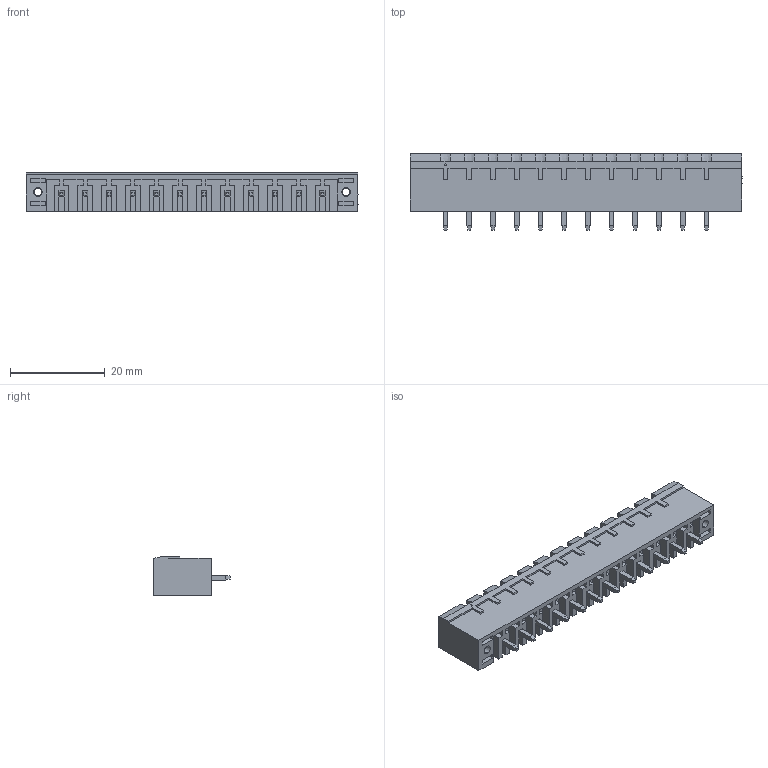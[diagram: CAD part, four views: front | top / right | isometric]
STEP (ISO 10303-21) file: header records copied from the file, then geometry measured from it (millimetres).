
FILE_DESCRIPTION (( 'STEP AP214' ), '1' );
FILE_NAME ('2EDGVM-5.0-12P-14-00AH.STEP', '2021-03-07T19:44:16', ( '' ), ( '' ), 'SwSTEP 2.0', 'SolidWorks 2020', '' );
FILE_SCHEMA (( 'AUTOMOTIVE_DESIGN' ));
Length unit declared in the file: millimetre
Products named in the file (1): 2EDGVM-5.0-12P-14-00AH
Bounding box: 70 x 16.1 x 8.2 mm (x, y, z)
Volume: 3225.2 mm3; surface area: 5984 mm2
Topology: 1 solids, 1 shells, 1130 faces, 3037 edges, 1966 vertices
Faces by surface type: plane 933, bspline 109, cylinder 48, cone 40
Entity records: 46507 total; most frequent: CARTESIAN_POINT 12923, ORIENTED_EDGE 6074, DIRECTION 5003, EDGE_CURVE 3037, LINE 2471, VECTOR 2471, VERTEX_POINT 1966, AXIS2_PLACEMENT_3D 1266
